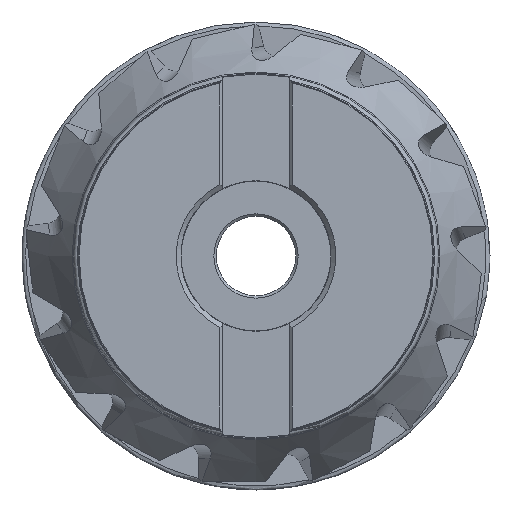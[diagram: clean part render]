
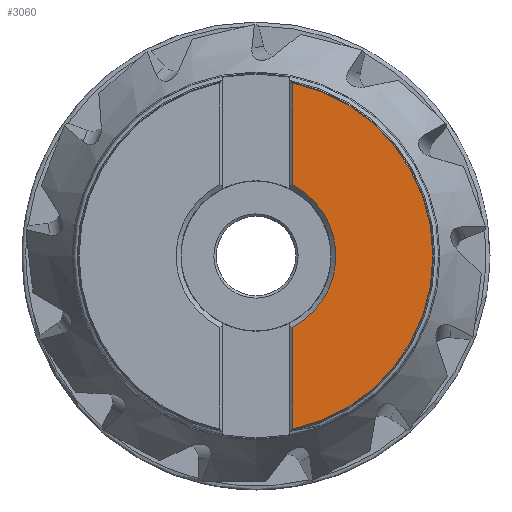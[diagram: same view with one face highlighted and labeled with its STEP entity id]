
A CAD part, left-side view. The second image highlights one B-rep face of the part: STEP entity #3060.
In plain terms, the highlighted planar face has unit normal (-1, 0, 0).
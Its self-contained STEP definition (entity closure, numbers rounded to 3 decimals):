
#133 = VECTOR ( 'NONE', #1346, 1000. ) ;
#612 = PLANE ( 'NONE',  #1939 ) ;
#1264 = LINE ( 'NONE', #7281, #133 ) ;
#1346 = DIRECTION ( 'NONE',  ( 0., 0., -1. ) ) ;
#1559 = VERTEX_POINT ( 'NONE', #11667 ) ;
#1629 = DIRECTION ( 'NONE',  ( 0., 0., 1. ) ) ;
#1939 = AXIS2_PLACEMENT_3D ( 'NONE', #10497, #7581, #1629 ) ;
#2258 = ORIENTED_EDGE ( 'NONE', *, *, #2793, .T. ) ;
#2632 = EDGE_CURVE ( 'NONE', #5639, #4954, #3276, .T. ) ;
#2793 = EDGE_CURVE ( 'NONE', #5639, #1559, #1264, .T. ) ;
#3060 = ADVANCED_FACE ( 'NONE', ( #3924 ), #612, .T. ) ;
#3276 = CIRCLE ( 'NONE', #12005, 37.79 ) ;
#3304 = AXIS2_PLACEMENT_3D ( 'NONE', #5183, #12106, #6183 ) ;
#3594 = ORIENTED_EDGE ( 'NONE', *, *, #2632, .F. ) ;
#3924 = FACE_OUTER_BOUND ( 'NONE', #12056, .T. ) ;
#4088 = VERTEX_POINT ( 'NONE', #10211 ) ;
#4954 = VERTEX_POINT ( 'NONE', #8383 ) ;
#5183 = CARTESIAN_POINT ( 'NONE',  ( -49.4, 0., 0. ) ) ;
#5639 = VERTEX_POINT ( 'NONE', #8208 ) ;
#5865 = CARTESIAN_POINT ( 'NONE',  ( -49.4, 0., 0. ) ) ;
#6183 = DIRECTION ( 'NONE',  ( 0., 0., 1. ) ) ;
#6500 = DIRECTION ( 'NONE',  ( 0., 0., -1. ) ) ;
#6854 = DIRECTION ( 'NONE',  ( 0., 1., 0. ) ) ;
#7281 = CARTESIAN_POINT ( 'NONE',  ( -49.4, -7.7, 15.483 ) ) ;
#7581 = DIRECTION ( 'NONE',  ( -1., 0., 0. ) ) ;
#7730 = CIRCLE ( 'NONE', #3304, 17.075 ) ;
#8208 = CARTESIAN_POINT ( 'NONE',  ( -49.4, -7.7, 36.997 ) ) ;
#8383 = CARTESIAN_POINT ( 'NONE',  ( -49.4, -7.7, -36.997 ) ) ;
#8410 = ORIENTED_EDGE ( 'NONE', *, *, #8964, .T. ) ;
#8451 = CARTESIAN_POINT ( 'NONE',  ( -49.4, -7.7, -37.098 ) ) ;
#8964 = EDGE_CURVE ( 'NONE', #4088, #4954, #11886, .T. ) ;
#10211 = CARTESIAN_POINT ( 'NONE',  ( -49.4, -7.7, -15.24 ) ) ;
#10497 = CARTESIAN_POINT ( 'NONE',  ( -49.4, 39., 0. ) ) ;
#10596 = ORIENTED_EDGE ( 'NONE', *, *, #10821, .T. ) ;
#10821 = EDGE_CURVE ( 'NONE', #1559, #4088, #7730, .T. ) ;
#11667 = CARTESIAN_POINT ( 'NONE',  ( -49.4, -7.7, 15.24 ) ) ;
#11886 = LINE ( 'NONE', #8451, #12017 ) ;
#12005 = AXIS2_PLACEMENT_3D ( 'NONE', #5865, #12763, #6854 ) ;
#12017 = VECTOR ( 'NONE', #6500, 1000. ) ;
#12056 = EDGE_LOOP ( 'NONE', ( #10596, #8410, #3594, #2258 ) ) ;
#12106 = DIRECTION ( 'NONE',  ( 1., 0., 0. ) ) ;
#12763 = DIRECTION ( 'NONE',  ( 1., 0., 0. ) ) ;
